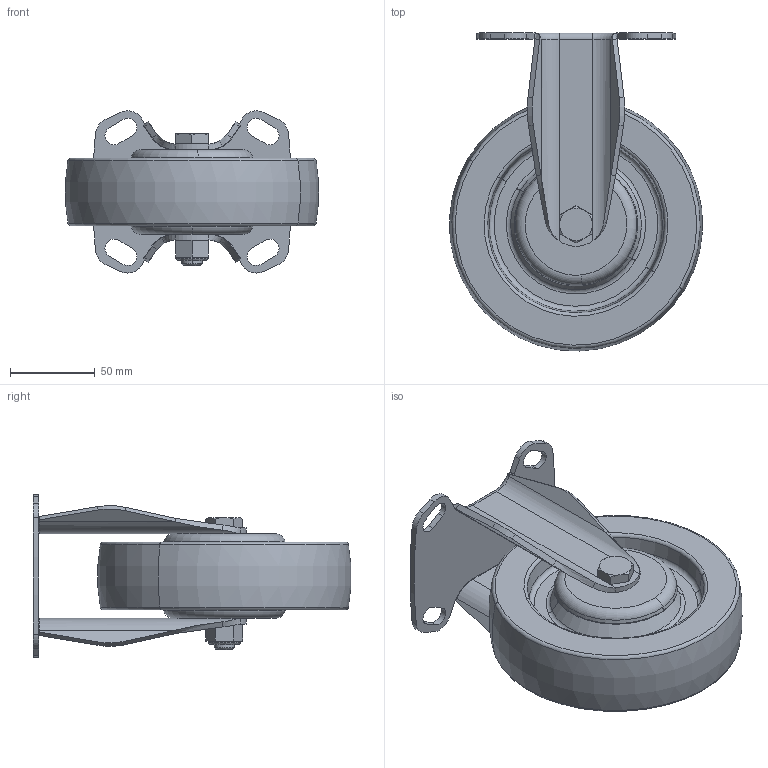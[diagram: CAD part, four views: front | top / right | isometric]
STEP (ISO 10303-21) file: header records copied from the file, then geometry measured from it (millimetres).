
FILE_DESCRIPTION (( 'STEP AP203' ), '1' );
FILE_NAME ('11510600441013.STEP', '2025-04-23T05:42:39', ( '20241006' ), ( '' ), 'SwSTEP 2.0', 'SolidWorks 2021', '' );
FILE_SCHEMA (( 'CONFIG_CONTROL_DESIGN' ));
Length unit declared in the file: millimetre
Products named in the file (7): 6''''MRC輪外观图; ^11510600071013.STEP.STEP; 11510600441013; ____ (2) ^11510600071013.STEP.STEP; 11510600071013.STEP.STEP; ____ (3) ^11510600071013.STEP.STEP; ________(__73x__12^11510600071013.STEP.STEP
Assembly tree (7 placements, depth 3):
  11510600441013
    11510600071013.STEP.STEP
      ^11510600071013.STEP.STEP
      ____ (2) ^11510600071013.STEP.STEP
      ____ (3) ^11510600071013.STEP.STEP
      ________(__73x__12^11510600071013.STEP.STEP  x2
    6''''MRC輪外观图
Bounding box: 149.43 x 187.78 x 95.76 mm (x, y, z)
Volume: 668984.4 mm3; surface area: 132030 mm2
Topology: 6 solids, 6 shells, 281 faces, 662 edges, 411 vertices
Faces by surface type: plane 98, cylinder 81, torus 42, bspline 35, cone 25
Entity records: 10018 total; most frequent: CARTESIAN_POINT 3329, ORIENTED_EDGE 1240, DIRECTION 1237, EDGE_CURVE 620, AXIS2_PLACEMENT_3D 477, VERTEX_POINT 385, EDGE_LOOP 293, LINE 283
